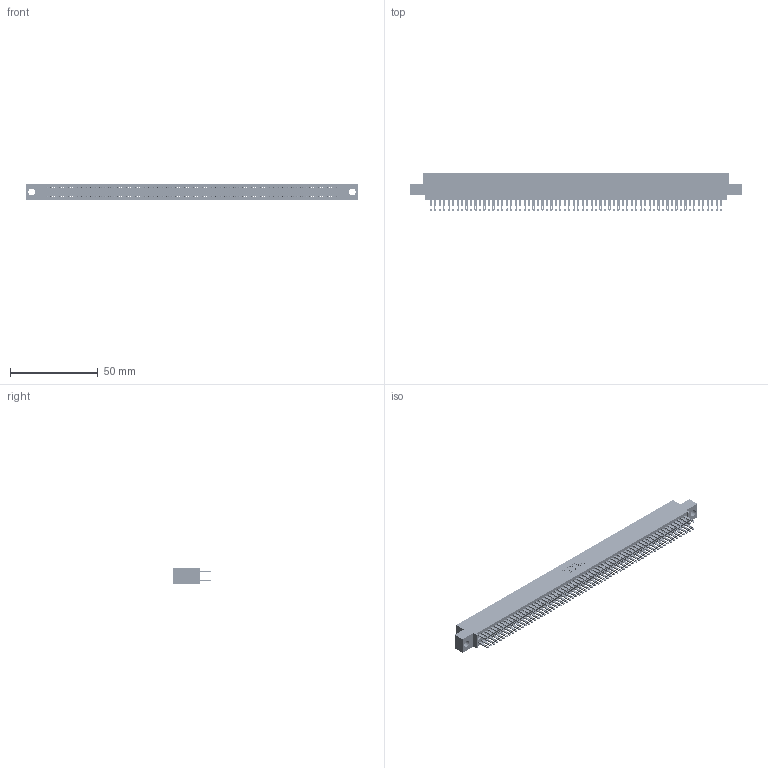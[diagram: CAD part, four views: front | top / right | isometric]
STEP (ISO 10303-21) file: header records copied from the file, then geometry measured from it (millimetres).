
FILE_DESCRIPTION (( 'STEP AP203' ), '1' );
FILE_NAME ('345-132-500-504.STEP', '2018-10-20T02:58:02', ( '' ), ( '' ), 'SwSTEP 2.0', 'SolidWorks 2016', '' );
FILE_SCHEMA (( 'CONFIG_CONTROL_DESIGN' ));
Length unit declared in the file: inch
Products named in the file (3): 345 Part_0.110 Offset - 0.156 Dia-TH; 345-132-500-504; 345-292-001_345-293-100
Assembly tree (133 placements, depth 2):
  345-132-500-504
    345 Part_0.110 Offset - 0.156 Dia-TH
    345-292-001_345-293-100  x132
Bounding box: 188.85 x 21.51 x 9.4 mm (x, y, z)
Volume: 18809.9 mm3; surface area: 29523.4 mm2
Topology: 133 solids, 133 shells, 6202 faces, 18965 edges, 12642 vertices
Faces by surface type: plane 3648, cylinder 2554
Entity records: 48619 total; most frequent: CARTESIAN_POINT 8128, ORIENTED_EDGE 8062, DIRECTION 7139, EDGE_CURVE 4031, VECTOR 3631, LINE 3631, VERTEX_POINT 2686, AXIS2_PLACEMENT_3D 1754
